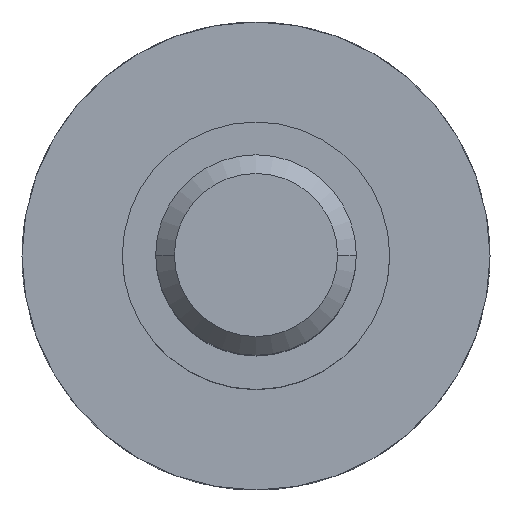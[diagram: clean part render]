
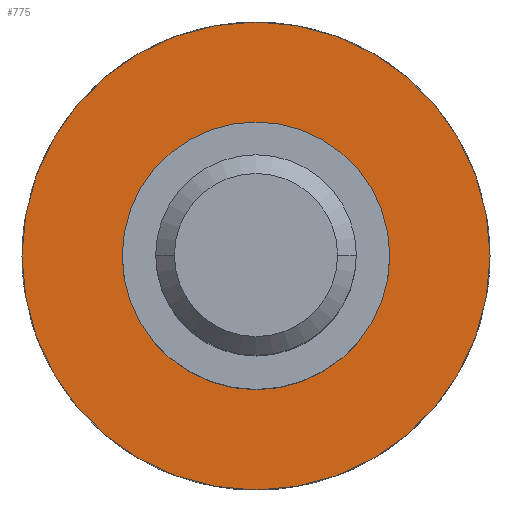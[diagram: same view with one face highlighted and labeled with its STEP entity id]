
A CAD part, top view. The second image highlights one B-rep face of the part: STEP entity #775.
In plain terms, the highlighted planar face has unit normal (0, 0, 1).
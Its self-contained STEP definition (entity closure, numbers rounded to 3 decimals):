
#1 = FACE_OUTER_BOUND ( 'NONE', #788, .T. ) ;
#5 = VERTEX_POINT ( 'NONE', #336 ) ;
#20 = AXIS2_PLACEMENT_3D ( 'NONE', #346, #92, #146 ) ;
#30 = VERTEX_POINT ( 'NONE', #458 ) ;
#52 = CARTESIAN_POINT ( 'NONE',  ( 0., 0., 1.8 ) ) ;
#60 = AXIS2_PLACEMENT_3D ( 'NONE', #473, #304, #478 ) ;
#85 = AXIS2_PLACEMENT_3D ( 'NONE', #408, #790, #668 ) ;
#92 = DIRECTION ( 'NONE',  ( 0., 0., 1. ) ) ;
#101 = EDGE_CURVE ( 'NONE', #665, #618, #355, .T. ) ;
#105 = CIRCLE ( 'NONE', #20, 3.5 ) ;
#110 = DIRECTION ( 'NONE',  ( 1., 0., 0. ) ) ;
#122 = DIRECTION ( 'NONE',  ( 0., 0., 1. ) ) ;
#132 = EDGE_CURVE ( 'NONE', #30, #5, #489, .T. ) ;
#146 = DIRECTION ( 'NONE',  ( 1., 0., 0. ) ) ;
#188 = AXIS2_PLACEMENT_3D ( 'NONE', #52, #415, #110 ) ;
#198 = EDGE_CURVE ( 'NONE', #5, #30, #294, .T. ) ;
#255 = AXIS2_PLACEMENT_3D ( 'NONE', #724, #122, #411 ) ;
#268 = ORIENTED_EDGE ( 'NONE', *, *, #101, .T. ) ;
#294 = CIRCLE ( 'NONE', #85, 2. ) ;
#304 = DIRECTION ( 'NONE',  ( 0., 0., 1. ) ) ;
#336 = CARTESIAN_POINT ( 'NONE',  ( 2., 0., 1.8 ) ) ;
#346 = CARTESIAN_POINT ( 'NONE',  ( 0., 0., 1.8 ) ) ;
#355 = CIRCLE ( 'NONE', #188, 3.5 ) ;
#373 = EDGE_CURVE ( 'NONE', #618, #665, #105, .T. ) ;
#381 = EDGE_LOOP ( 'NONE', ( #472, #766 ) ) ;
#408 = CARTESIAN_POINT ( 'NONE',  ( 0., 0., 1.8 ) ) ;
#411 = DIRECTION ( 'NONE',  ( 1., 0., 0. ) ) ;
#415 = DIRECTION ( 'NONE',  ( 0., 0., 1. ) ) ;
#424 = ORIENTED_EDGE ( 'NONE', *, *, #373, .T. ) ;
#458 = CARTESIAN_POINT ( 'NONE',  ( -2., 0., 1.8 ) ) ;
#472 = ORIENTED_EDGE ( 'NONE', *, *, #132, .F. ) ;
#473 = CARTESIAN_POINT ( 'NONE',  ( 0., 0., 1.8 ) ) ;
#478 = DIRECTION ( 'NONE',  ( 1., 0., 0. ) ) ;
#489 = CIRCLE ( 'NONE', #255, 2. ) ;
#605 = PLANE ( 'NONE',  #60 ) ;
#618 = VERTEX_POINT ( 'NONE', #636 ) ;
#636 = CARTESIAN_POINT ( 'NONE',  ( -3.5, 0., 1.8 ) ) ;
#641 = CARTESIAN_POINT ( 'NONE',  ( 3.5, 0., 1.8 ) ) ;
#665 = VERTEX_POINT ( 'NONE', #641 ) ;
#668 = DIRECTION ( 'NONE',  ( 1., 0., 0. ) ) ;
#724 = CARTESIAN_POINT ( 'NONE',  ( 0., 0., 1.8 ) ) ;
#766 = ORIENTED_EDGE ( 'NONE', *, *, #198, .F. ) ;
#775 = ADVANCED_FACE ( 'NONE', ( #785, #1 ), #605, .T. ) ;
#785 = FACE_BOUND ( 'NONE', #381, .T. ) ;
#788 = EDGE_LOOP ( 'NONE', ( #424, #268 ) ) ;
#790 = DIRECTION ( 'NONE',  ( 0., 0., 1. ) ) ;
